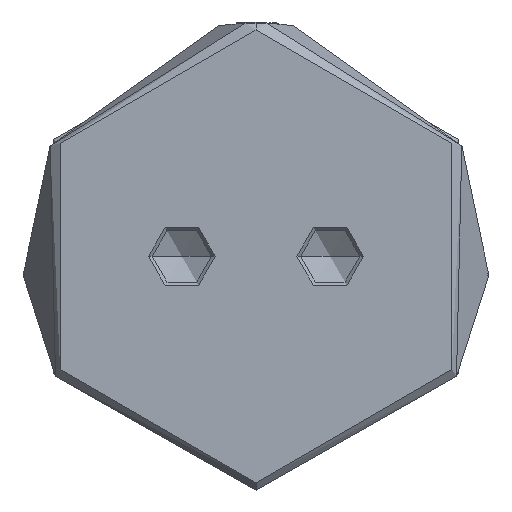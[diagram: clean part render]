
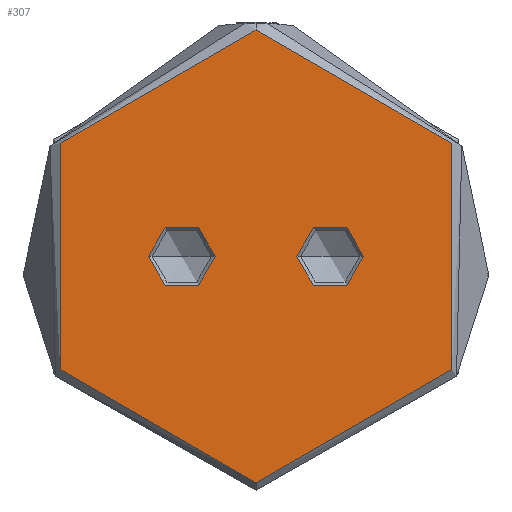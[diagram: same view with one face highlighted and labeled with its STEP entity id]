
A CAD part, front view. The second image highlights one B-rep face of the part: STEP entity #307.
In plain terms, the highlighted face is planar.
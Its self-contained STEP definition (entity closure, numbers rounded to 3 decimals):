
#307 = ADVANCED_FACE ( 'NONE', ( #6981, #7162, #5467 ), #1589, .F. ) ;
#399 = EDGE_CURVE ( 'NONE', #3331, #6366, #1854, .T. ) ;
#408 = DIRECTION ( 'NONE',  ( 0., 0., 1. ) ) ;
#532 = AXIS2_PLACEMENT_3D ( 'NONE', #2912, #7384, #3548 ) ;
#802 = AXIS2_PLACEMENT_3D ( 'NONE', #4238, #408, #4908 ) ;
#1161 = CIRCLE ( 'NONE', #7593, 4.5 ) ;
#1220 = CARTESIAN_POINT ( 'NONE',  ( 0., 0., 0. ) ) ;
#1492 = DIRECTION ( 'NONE',  ( 0., 0., -1. ) ) ;
#1589 = PLANE ( 'NONE',  #2155 ) ;
#1607 = VERTEX_POINT ( 'NONE', #3949 ) ;
#1643 = DIRECTION ( 'NONE',  ( 0., 0., -1. ) ) ;
#1724 = DIRECTION ( 'NONE',  ( -1., 0., 0. ) ) ;
#1741 = AXIS2_PLACEMENT_3D ( 'NONE', #5044, #5053, #5072 ) ;
#1790 = EDGE_CURVE ( 'NONE', #4920, #6496, #6066, .T. ) ;
#1843 = DIRECTION ( 'NONE',  ( 1., 0., 0. ) ) ;
#1854 = CIRCLE ( 'NONE', #1741, 4.5 ) ;
#1890 = CARTESIAN_POINT ( 'NONE',  ( 0., 0., 0. ) ) ;
#2119 = AXIS2_PLACEMENT_3D ( 'NONE', #5333, #1492, #5980 ) ;
#2155 = AXIS2_PLACEMENT_3D ( 'NONE', #1890, #1643, #1724 ) ;
#2214 = CARTESIAN_POINT ( 'NONE',  ( 0., 10., 0. ) ) ;
#2376 = EDGE_LOOP ( 'NONE', ( #3750, #3375 ) ) ;
#2681 = EDGE_CURVE ( 'NONE', #6366, #3331, #7039, .T. ) ;
#2868 = DIRECTION ( 'NONE',  ( 0., -1., 0. ) ) ;
#2912 = CARTESIAN_POINT ( 'NONE',  ( 0., 0., 0. ) ) ;
#2950 = EDGE_CURVE ( 'NONE', #1607, #5720, #7521, .T. ) ;
#2988 = ORIENTED_EDGE ( 'NONE', *, *, #2681, .T. ) ;
#3331 = VERTEX_POINT ( 'NONE', #4577 ) ;
#3375 = ORIENTED_EDGE ( 'NONE', *, *, #1790, .F. ) ;
#3548 = DIRECTION ( 'NONE',  ( 1., 0., 0. ) ) ;
#3750 = ORIENTED_EDGE ( 'NONE', *, *, #4861, .F. ) ;
#3949 = CARTESIAN_POINT ( 'NONE',  ( -30.5, 0., 0. ) ) ;
#4189 = ORIENTED_EDGE ( 'NONE', *, *, #399, .T. ) ;
#4238 = CARTESIAN_POINT ( 'NONE',  ( 0., 10., 0. ) ) ;
#4577 = CARTESIAN_POINT ( 'NONE',  ( 0., -14.5, 0. ) ) ;
#4861 = EDGE_CURVE ( 'NONE', #6496, #4920, #1161, .T. ) ;
#4908 = DIRECTION ( 'NONE',  ( 0., -1., 0. ) ) ;
#4920 = VERTEX_POINT ( 'NONE', #7968 ) ;
#5044 = CARTESIAN_POINT ( 'NONE',  ( 0., -10., 0. ) ) ;
#5053 = DIRECTION ( 'NONE',  ( 0., 0., -1. ) ) ;
#5072 = DIRECTION ( 'NONE',  ( 0., 1., 0. ) ) ;
#5333 = CARTESIAN_POINT ( 'NONE',  ( 0., -10., 0. ) ) ;
#5350 = EDGE_CURVE ( 'NONE', #5720, #1607, #6867, .T. ) ;
#5441 = CARTESIAN_POINT ( 'NONE',  ( 0., -5.5, 0. ) ) ;
#5467 = FACE_BOUND ( 'NONE', #6200, .T. ) ;
#5680 = CARTESIAN_POINT ( 'NONE',  ( 0., 5.5, 0. ) ) ;
#5701 = DIRECTION ( 'NONE',  ( 0., 0., 1. ) ) ;
#5720 = VERTEX_POINT ( 'NONE', #5766 ) ;
#5766 = CARTESIAN_POINT ( 'NONE',  ( 30.5, 0., 0. ) ) ;
#5980 = DIRECTION ( 'NONE',  ( 0., 1., 0. ) ) ;
#6066 = CIRCLE ( 'NONE', #802, 4.5 ) ;
#6200 = EDGE_LOOP ( 'NONE', ( #2988, #4189 ) ) ;
#6366 = VERTEX_POINT ( 'NONE', #5441 ) ;
#6496 = VERTEX_POINT ( 'NONE', #5680 ) ;
#6736 = DIRECTION ( 'NONE',  ( 0., 0., 1. ) ) ;
#6867 = CIRCLE ( 'NONE', #532, 30.5 ) ;
#6981 = FACE_OUTER_BOUND ( 'NONE', #7187, .T. ) ;
#7039 = CIRCLE ( 'NONE', #2119, 4.5 ) ;
#7135 = AXIS2_PLACEMENT_3D ( 'NONE', #1220, #5701, #1843 ) ;
#7162 = FACE_BOUND ( 'NONE', #2376, .T. ) ;
#7187 = EDGE_LOOP ( 'NONE', ( #7936, #8031 ) ) ;
#7384 = DIRECTION ( 'NONE',  ( 0., 0., 1. ) ) ;
#7521 = CIRCLE ( 'NONE', #7135, 30.5 ) ;
#7593 = AXIS2_PLACEMENT_3D ( 'NONE', #2214, #6736, #2868 ) ;
#7936 = ORIENTED_EDGE ( 'NONE', *, *, #2950, .T. ) ;
#7968 = CARTESIAN_POINT ( 'NONE',  ( 0., 14.5, 0. ) ) ;
#8031 = ORIENTED_EDGE ( 'NONE', *, *, #5350, .T. ) ;
